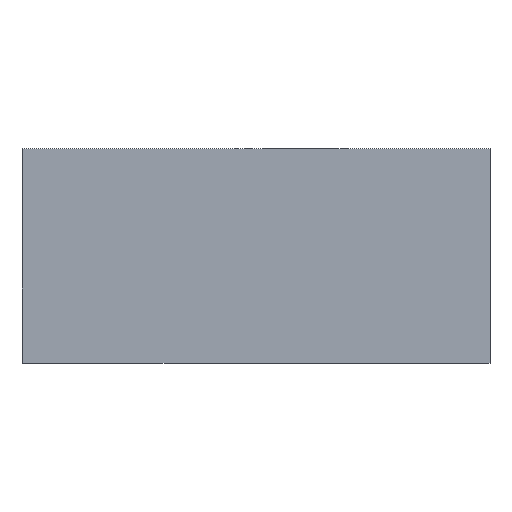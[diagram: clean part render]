
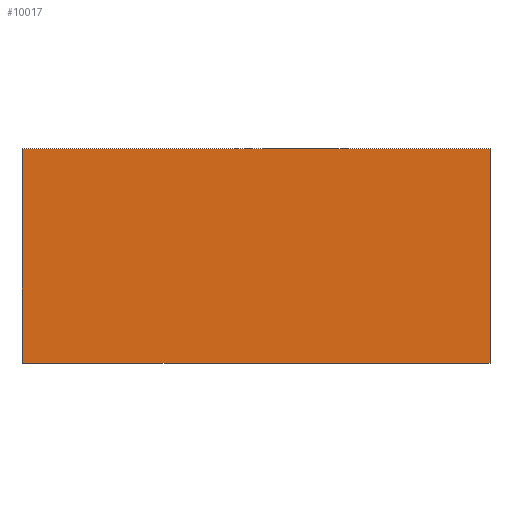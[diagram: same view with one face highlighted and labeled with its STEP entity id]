
A CAD part, top view. The second image highlights one B-rep face of the part: STEP entity #10017.
In plain terms, the highlighted planar face has unit normal (0, 0, 1).
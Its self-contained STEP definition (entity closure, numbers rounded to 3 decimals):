
#808=PLANE('',#10894);
#1341=FACE_OUTER_BOUND('',#1902,.T.);
#1902=EDGE_LOOP('',(#9342,#9343,#9344,#9345));
#2938=LINE('',#16612,#4020);
#2985=LINE('',#17342,#4067);
#2986=LINE('',#17343,#4068);
#2987=LINE('',#17344,#4069);
#4020=VECTOR('',#13377,10.);
#4067=VECTOR('',#13518,10.);
#4068=VECTOR('',#13519,10.);
#4069=VECTOR('',#13520,10.);
#5148=VERTEX_POINT('',#16609);
#5149=VERTEX_POINT('',#16611);
#5219=VERTEX_POINT('',#17340);
#5220=VERTEX_POINT('',#17341);
#6493=EDGE_CURVE('',#5149,#5148,#2938,.T.);
#6600=EDGE_CURVE('',#5219,#5220,#2985,.T.);
#6601=EDGE_CURVE('',#5220,#5149,#2986,.T.);
#6602=EDGE_CURVE('',#5148,#5219,#2987,.T.);
#9342=ORIENTED_EDGE('',*,*,#6600,.T.);
#9343=ORIENTED_EDGE('',*,*,#6601,.T.);
#9344=ORIENTED_EDGE('',*,*,#6493,.T.);
#9345=ORIENTED_EDGE('',*,*,#6602,.T.);
#10017=ADVANCED_FACE('',(#1341),#808,.T.);
#10894=AXIS2_PLACEMENT_3D('',#17339,#13516,#13517);
#13377=DIRECTION('',(-1.,0.,0.));
#13516=DIRECTION('center_axis',(0.,0.,1.));
#13517=DIRECTION('ref_axis',(1.,0.,0.));
#13518=DIRECTION('',(1.,0.,0.));
#13519=DIRECTION('',(0.,1.,0.));
#13520=DIRECTION('',(0.,-1.,0.));
#16609=CARTESIAN_POINT('',(43.25,-47.1,6.395));
#16611=CARTESIAN_POINT('',(93.25,-47.1,6.395));
#16612=CARTESIAN_POINT('',(93.25,-47.1,6.395));
#17339=CARTESIAN_POINT('Origin',(68.25,-58.55,6.395));
#17340=CARTESIAN_POINT('',(43.25,-70.,6.395));
#17341=CARTESIAN_POINT('',(93.25,-70.,6.395));
#17342=CARTESIAN_POINT('',(43.25,-70.,6.395));
#17343=CARTESIAN_POINT('',(93.25,-70.,6.395));
#17344=CARTESIAN_POINT('',(43.25,-47.1,6.395));
